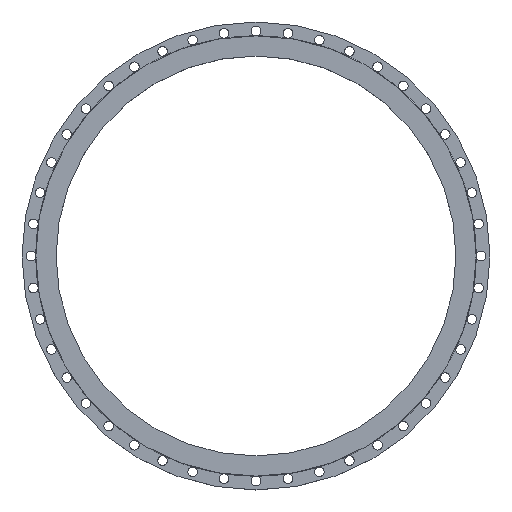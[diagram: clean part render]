
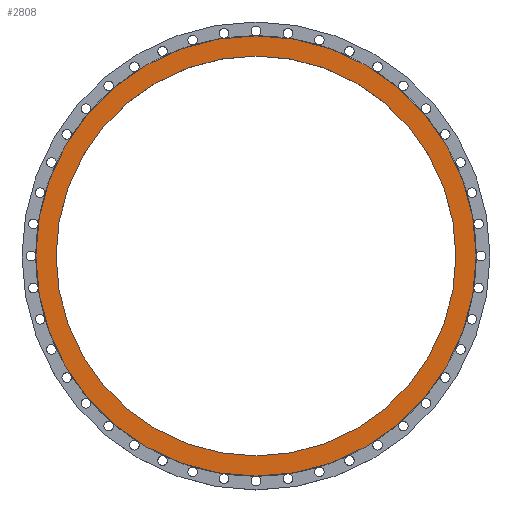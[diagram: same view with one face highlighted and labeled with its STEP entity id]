
A CAD part, top view. The second image highlights one B-rep face of the part: STEP entity #2808.
In plain terms, the highlighted planar face has unit normal (0, 0, 1).
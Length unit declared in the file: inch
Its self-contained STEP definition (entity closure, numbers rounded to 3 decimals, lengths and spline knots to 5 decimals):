
#150 = CARTESIAN_POINT ( 'NONE',  ( 25.875, 0., 0. ) ) ;
#413 = ORIENTED_EDGE ( 'NONE', *, *, #2833, .F. ) ;
#512 = AXIS2_PLACEMENT_3D ( 'NONE', #4108, #639, #1337 ) ;
#542 = CARTESIAN_POINT ( 'NONE',  ( 0., 0., 0. ) ) ;
#581 = EDGE_LOOP ( 'NONE', ( #2468, #4236 ) ) ;
#614 = CIRCLE ( 'NONE', #827, 23.5 ) ;
#639 = DIRECTION ( 'NONE',  ( 0., 0., 1. ) ) ;
#708 = DIRECTION ( 'NONE',  ( 1., 0., 0. ) ) ;
#771 = CARTESIAN_POINT ( 'NONE',  ( 0., 23.5, 0. ) ) ;
#827 = AXIS2_PLACEMENT_3D ( 'NONE', #542, #4038, #3319 ) ;
#860 = VERTEX_POINT ( 'NONE', #3222 ) ;
#885 = CIRCLE ( 'NONE', #512, 25.875 ) ;
#956 = AXIS2_PLACEMENT_3D ( 'NONE', #3815, #2798, #708 ) ;
#979 = VERTEX_POINT ( 'NONE', #1653 ) ;
#1035 = VERTEX_POINT ( 'NONE', #150 ) ;
#1067 = DIRECTION ( 'NONE',  ( -1., 0., 0. ) ) ;
#1097 = EDGE_LOOP ( 'NONE', ( #2255, #413 ) ) ;
#1153 = VERTEX_POINT ( 'NONE', #1580 ) ;
#1157 = AXIS2_PLACEMENT_3D ( 'NONE', #1866, #2550, #1186 ) ;
#1186 = DIRECTION ( 'NONE',  ( 1., 0., 0. ) ) ;
#1337 = DIRECTION ( 'NONE',  ( 1., 0., 0. ) ) ;
#1360 = DIRECTION ( 'NONE',  ( 0., 0., -1. ) ) ;
#1402 = FACE_OUTER_BOUND ( 'NONE', #581, .T. ) ;
#1580 = CARTESIAN_POINT ( 'NONE',  ( -25.875, 0., 0. ) ) ;
#1653 = CARTESIAN_POINT ( 'NONE',  ( 23.5, 0., 0. ) ) ;
#1866 = CARTESIAN_POINT ( 'NONE',  ( 0., 0., 0. ) ) ;
#2041 = CIRCLE ( 'NONE', #956, 23.5 ) ;
#2054 = EDGE_CURVE ( 'NONE', #1035, #1153, #3622, .T. ) ;
#2177 = AXIS2_PLACEMENT_3D ( 'NONE', #771, #1360, #1067 ) ;
#2255 = ORIENTED_EDGE ( 'NONE', *, *, #3970, .F. ) ;
#2468 = ORIENTED_EDGE ( 'NONE', *, *, #2054, .T. ) ;
#2550 = DIRECTION ( 'NONE',  ( 0., 0., 1. ) ) ;
#2798 = DIRECTION ( 'NONE',  ( 0., 0., 1. ) ) ;
#2808 = ADVANCED_FACE ( 'NONE', ( #4224, #1402 ), #2818, .F. ) ;
#2818 = PLANE ( 'NONE',  #2177 ) ;
#2833 = EDGE_CURVE ( 'NONE', #860, #979, #2041, .T. ) ;
#3102 = EDGE_CURVE ( 'NONE', #1153, #1035, #885, .T. ) ;
#3222 = CARTESIAN_POINT ( 'NONE',  ( -23.5, 0., 0. ) ) ;
#3319 = DIRECTION ( 'NONE',  ( 1., 0., 0. ) ) ;
#3622 = CIRCLE ( 'NONE', #1157, 25.875 ) ;
#3815 = CARTESIAN_POINT ( 'NONE',  ( 0., 0., 0. ) ) ;
#3970 = EDGE_CURVE ( 'NONE', #979, #860, #614, .T. ) ;
#4038 = DIRECTION ( 'NONE',  ( 0., 0., 1. ) ) ;
#4108 = CARTESIAN_POINT ( 'NONE',  ( 0., 0., 0. ) ) ;
#4224 = FACE_BOUND ( 'NONE', #1097, .T. ) ;
#4236 = ORIENTED_EDGE ( 'NONE', *, *, #3102, .T. ) ;
